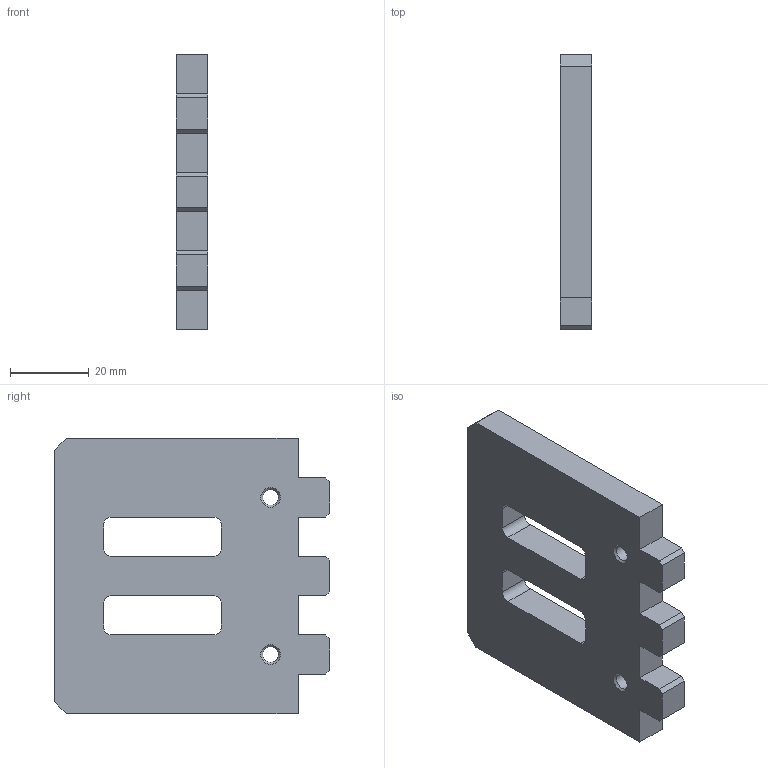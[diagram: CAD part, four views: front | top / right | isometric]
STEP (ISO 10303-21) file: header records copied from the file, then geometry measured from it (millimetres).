
FILE_DESCRIPTION(/* description */ (''),/* implementation_level */ '2;1');
FILE_NAME(/* name */ 'Platte_1.stp',/* time_stamp */ '2024-10-09T15:56:06+02:00',/* author */ (''),/* organization */ (''),/* preprocessor_version */ 'ST-DEVELOPER v18.102',/* originating_system */ 'SIEMENS PLM Software NX2206.4020',/* authorisation */ '');
FILE_SCHEMA (('AUTOMOTIVE_DESIGN { 1 0 10303 214 3 1 1 1 }'));
Length unit declared in the file: millimetre
Products named in the file (1): Anw_Platte_1_V2_Prt
Bounding box: 8 x 70 x 70 mm (x, y, z)
Volume: 31591.1 mm3; surface area: 11751.9 mm2
Topology: 1 solids, 1 shells, 48 faces, 134 edges, 88 vertices
Faces by surface type: plane 34, cylinder 10, cone 4
Full cylindrical faces by diameter (mm): 4 x2
Entity records: 1863 total; most frequent: CARTESIAN_POINT 265, ORIENTED_EDGE 256, DIRECTION 250, EDGE_CURVE 128, LINE 104, VECTOR 104, VERTEX_POINT 88, AXIS2_PLACEMENT_3D 73
